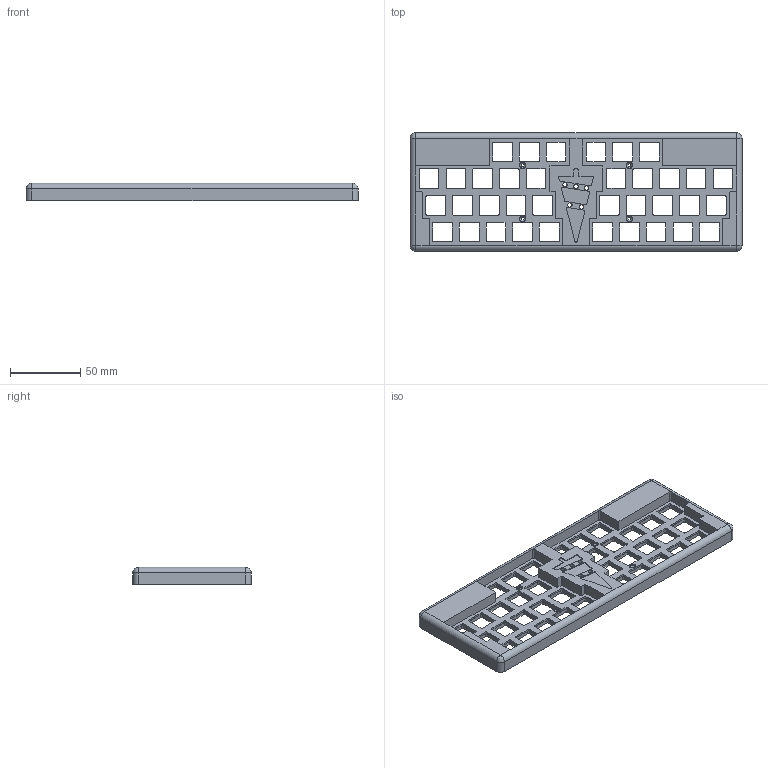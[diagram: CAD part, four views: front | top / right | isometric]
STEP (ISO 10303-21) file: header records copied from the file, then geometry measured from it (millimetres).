
FILE_DESCRIPTION(('STEP AP242'), '1');
FILE_NAME('yolochka_top', '', ('UNSPECIFIED'), ('UNSPECIFIED'), 'C3D Converter', 'C3D Toolkit', '');
FILE_SCHEMA(('AP242_MANAGED_MODEL_BASED_3D_ENGINEERING_MIM_LF { 1 0 10303 442 1 1 4 }'));
Length unit declared in the file: millimetre
Products named in the file (1): VOID40 Redux
Bounding box: 236.85 x 84.45 x 12.4 mm (x, y, z)
Volume: 101994.2 mm3; surface area: 52432.4 mm2
Topology: 1 solids, 1 shells, 798 faces, 2204 edges, 1456 vertices
Faces by surface type: plane 413, cylinder 373, sphere 4, cone 4, torus 4
Full cylindrical faces by diameter (mm): 2.4 x4, 3.1 x5, 3.5 x4, 3.8 x5, 4 x4
Entity records: 32025 total; most frequent: DIRECTION 4521, CARTESIAN_POINT 4437, ORIENTED_EDGE 4340, EDGE_CURVE 2170, AXIS2_PLACEMENT_3D 1554, VERTEX_POINT 1456, LINE 1413, VECTOR 1413
